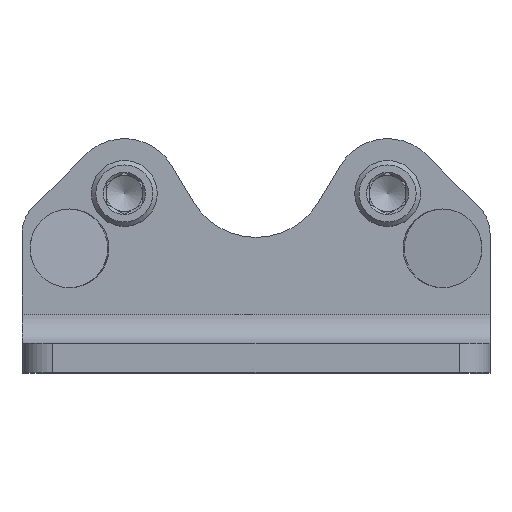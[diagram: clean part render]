
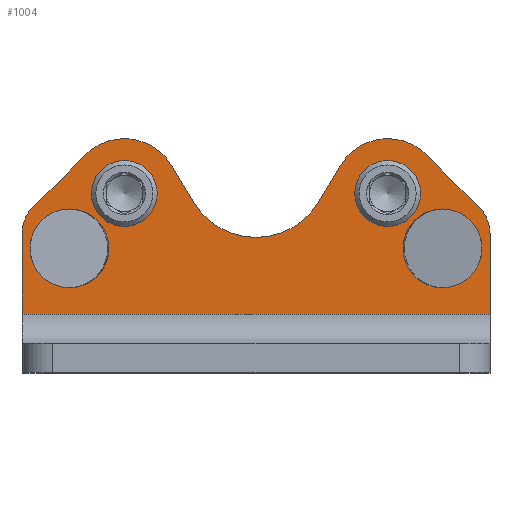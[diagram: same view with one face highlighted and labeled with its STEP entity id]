
A CAD part, top view. The second image highlights one B-rep face of the part: STEP entity #1004.
In plain terms, the highlighted planar face has unit normal (0, 0, 1).
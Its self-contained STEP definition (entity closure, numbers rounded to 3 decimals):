
#85=LINE('',#1627,#155);
#87=LINE('',#1634,#157);
#97=LINE('',#1677,#167);
#98=LINE('',#1681,#168);
#99=LINE('',#1684,#169);
#100=LINE('',#1688,#170);
#101=LINE('',#1692,#171);
#155=VECTOR('',#1283,1000.);
#157=VECTOR('',#1291,1000.);
#167=VECTOR('',#1333,1000.);
#168=VECTOR('',#1336,1000.);
#169=VECTOR('',#1339,1000.);
#170=VECTOR('',#1342,1000.);
#171=VECTOR('',#1345,1000.);
#212=PLANE('',#1124);
#314=ORIENTED_EDGE('',*,*,#568,.F.);
#315=ORIENTED_EDGE('',*,*,#569,.F.);
#316=ORIENTED_EDGE('',*,*,#570,.F.);
#317=ORIENTED_EDGE('',*,*,#571,.F.);
#318=ORIENTED_EDGE('',*,*,#572,.F.);
#319=ORIENTED_EDGE('',*,*,#573,.T.);
#320=ORIENTED_EDGE('',*,*,#550,.T.);
#321=ORIENTED_EDGE('',*,*,#574,.F.);
#322=ORIENTED_EDGE('',*,*,#546,.F.);
#323=ORIENTED_EDGE('',*,*,#575,.T.);
#324=ORIENTED_EDGE('',*,*,#576,.F.);
#325=ORIENTED_EDGE('',*,*,#577,.T.);
#326=ORIENTED_EDGE('',*,*,#578,.F.);
#327=ORIENTED_EDGE('',*,*,#579,.F.);
#328=ORIENTED_EDGE('',*,*,#580,.F.);
#329=ORIENTED_EDGE('',*,*,#581,.T.);
#546=EDGE_CURVE('',#678,#679,#85,.T.);
#550=EDGE_CURVE('',#681,#680,#87,.T.);
#568=EDGE_CURVE('',#694,#694,#760,.T.);
#569=EDGE_CURVE('',#695,#695,#761,.T.);
#570=EDGE_CURVE('',#696,#696,#762,.F.);
#571=EDGE_CURVE('',#697,#697,#763,.F.);
#572=EDGE_CURVE('',#698,#699,#97,.T.);
#573=EDGE_CURVE('',#698,#681,#764,.F.);
#574=EDGE_CURVE('',#679,#680,#98,.T.);
#575=EDGE_CURVE('',#678,#700,#765,.F.);
#576=EDGE_CURVE('',#701,#700,#99,.T.);
#577=EDGE_CURVE('',#701,#702,#766,.F.);
#578=EDGE_CURVE('',#703,#702,#100,.T.);
#579=EDGE_CURVE('',#704,#703,#767,.F.);
#580=EDGE_CURVE('',#705,#704,#101,.T.);
#581=EDGE_CURVE('',#705,#699,#768,.F.);
#678=VERTEX_POINT('',#1626);
#679=VERTEX_POINT('',#1628);
#680=VERTEX_POINT('',#1633);
#681=VERTEX_POINT('',#1635);
#694=VERTEX_POINT('',#1670);
#695=VERTEX_POINT('',#1672);
#696=VERTEX_POINT('',#1674);
#697=VERTEX_POINT('',#1676);
#698=VERTEX_POINT('',#1678);
#699=VERTEX_POINT('',#1679);
#700=VERTEX_POINT('',#1683);
#701=VERTEX_POINT('',#1685);
#702=VERTEX_POINT('',#1687);
#703=VERTEX_POINT('',#1689);
#704=VERTEX_POINT('',#1691);
#705=VERTEX_POINT('',#1693);
#760=CIRCLE('',#1125,10.78);
#761=CIRCLE('',#1126,10.78);
#762=CIRCLE('',#1127,6.75);
#763=CIRCLE('',#1128,6.75);
#764=CIRCLE('',#1129,10.);
#765=CIRCLE('',#1130,10.);
#766=CIRCLE('',#1131,15.);
#767=CIRCLE('',#1132,20.);
#768=CIRCLE('',#1133,15.);
#810=EDGE_LOOP('',(#314));
#811=EDGE_LOOP('',(#315));
#812=EDGE_LOOP('',(#316));
#813=EDGE_LOOP('',(#317));
#814=EDGE_LOOP('',(#318,#319,#320,#321,#322,#323,#324,#325,#326,#327,#328,
#329));
#902=FACE_BOUND('',#810,.T.);
#903=FACE_BOUND('',#811,.T.);
#904=FACE_BOUND('',#812,.T.);
#905=FACE_BOUND('',#813,.T.);
#906=FACE_BOUND('',#814,.T.);
#1004=ADVANCED_FACE('',(#902,#903,#904,#905,#906),#212,.F.);
#1124=AXIS2_PLACEMENT_3D('',#1668,#1323,#1324);
#1125=AXIS2_PLACEMENT_3D('',#1669,#1325,#1326);
#1126=AXIS2_PLACEMENT_3D('',#1671,#1327,#1328);
#1127=AXIS2_PLACEMENT_3D('',#1673,#1329,#1330);
#1128=AXIS2_PLACEMENT_3D('',#1675,#1331,#1332);
#1129=AXIS2_PLACEMENT_3D('',#1680,#1334,#1335);
#1130=AXIS2_PLACEMENT_3D('',#1682,#1337,#1338);
#1131=AXIS2_PLACEMENT_3D('',#1686,#1340,#1341);
#1132=AXIS2_PLACEMENT_3D('',#1690,#1343,#1344);
#1133=AXIS2_PLACEMENT_3D('',#1694,#1346,#1347);
#1283=DIRECTION('',(0.,-1.,0.));
#1291=DIRECTION('',(0.,-1.,0.));
#1323=DIRECTION('',(0.,0.,-1.));
#1324=DIRECTION('',(-1.,0.,0.));
#1325=DIRECTION('',(0.,0.,1.));
#1326=DIRECTION('',(1.,0.,0.));
#1327=DIRECTION('',(0.,0.,1.));
#1328=DIRECTION('',(1.,0.,0.));
#1329=DIRECTION('',(0.,0.,-1.));
#1330=DIRECTION('',(-1.,0.,0.));
#1331=DIRECTION('',(0.,0.,-1.));
#1332=DIRECTION('',(-1.,0.,0.));
#1333=DIRECTION('',(0.707,0.707,0.));
#1334=DIRECTION('',(0.,0.,-1.));
#1335=DIRECTION('',(-1.,0.,0.));
#1336=DIRECTION('',(-1.,0.,0.));
#1337=DIRECTION('',(0.,0.,-1.));
#1338=DIRECTION('',(-1.,0.,0.));
#1339=DIRECTION('',(0.707,-0.707,0.));
#1340=DIRECTION('',(0.,0.,-1.));
#1341=DIRECTION('',(-1.,0.,0.));
#1342=DIRECTION('',(0.513,0.858,0.));
#1343=DIRECTION('',(0.,0.,-1.));
#1344=DIRECTION('',(-1.,0.,0.));
#1345=DIRECTION('',(0.513,-0.858,0.));
#1346=DIRECTION('',(0.,0.,-1.));
#1347=DIRECTION('',(-1.,0.,0.));
#1626=CARTESIAN_POINT('',(64.,38.071,8.));
#1627=CARTESIAN_POINT('',(64.,64.,8.));
#1628=CARTESIAN_POINT('',(64.,16.,8.));
#1633=CARTESIAN_POINT('',(-64.,16.,8.));
#1634=CARTESIAN_POINT('',(-64.,64.,8.));
#1635=CARTESIAN_POINT('',(-64.,38.071,8.));
#1668=CARTESIAN_POINT('',(64.,64.,8.));
#1669=CARTESIAN_POINT('',(-51.,34.,8.));
#1670=CARTESIAN_POINT('',(-40.22,34.,8.));
#1671=CARTESIAN_POINT('',(51.,34.,8.));
#1672=CARTESIAN_POINT('',(61.78,34.,8.));
#1673=CARTESIAN_POINT('',(-36.,49.,8.));
#1674=CARTESIAN_POINT('',(-42.75,49.,8.));
#1675=CARTESIAN_POINT('',(36.,49.,8.));
#1676=CARTESIAN_POINT('',(29.25,49.,8.));
#1677=CARTESIAN_POINT('',(10.893,117.107,8.));
#1678=CARTESIAN_POINT('',(-61.071,45.142,8.));
#1679=CARTESIAN_POINT('',(-46.607,59.607,8.));
#1680=CARTESIAN_POINT('',(-54.,38.071,8.));
#1681=CARTESIAN_POINT('',(64.,16.,8.));
#1682=CARTESIAN_POINT('',(54.,38.071,8.));
#1683=CARTESIAN_POINT('',(61.071,45.142,8.));
#1684=CARTESIAN_POINT('',(53.107,53.107,8.));
#1685=CARTESIAN_POINT('',(46.607,59.607,8.));
#1686=CARTESIAN_POINT('',(36.,49.,8.));
#1687=CARTESIAN_POINT('',(23.128,56.702,8.));
#1688=CARTESIAN_POINT('',(37.119,80.084,8.));
#1689=CARTESIAN_POINT('',(17.162,46.731,8.));
#1690=CARTESIAN_POINT('',(0.,57.,8.));
#1691=CARTESIAN_POINT('',(-17.162,46.731,8.));
#1692=CARTESIAN_POINT('',(-3.375,23.688,8.));
#1693=CARTESIAN_POINT('',(-23.128,56.702,8.));
#1694=CARTESIAN_POINT('',(-36.,49.,8.));
